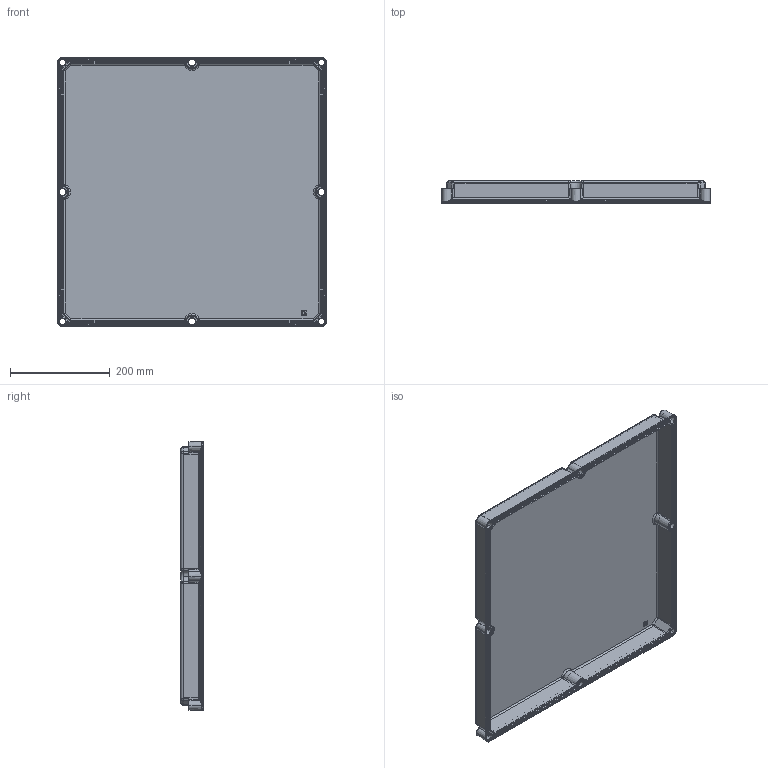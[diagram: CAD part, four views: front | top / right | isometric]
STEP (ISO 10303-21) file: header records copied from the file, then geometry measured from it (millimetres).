
FILE_DESCRIPTION(('STEP AP242'),'1');
FILE_NAME('nsytpls5454.stp','2021-09-25T22:55:43',('TraceParts'),('TraceParts S.A.'),'Spatial InterOp 3D',' ',' ');
FILE_SCHEMA(('AP242_MANAGED_MODEL_BASED_3D_ENGINEERING_MIM_LF {1 0 10303 442 1 1 4}'));
Length unit declared in the file: millimetre
Products named in the file (1): nsytpls5454
Bounding box: 539.5 x 45 x 539.5 mm (x, y, z)
Volume: 1083295 mm3; surface area: 779500.5 mm2
Topology: 1 solids, 1 shells, 571 faces, 1380 edges, 810 vertices
Faces by surface type: cylinder 172, plane 121, torus 104, cone 74, bspline 68, sphere 32
Entity records: 20859 total; most frequent: CARTESIAN_POINT 8056, ORIENTED_EDGE 2744, DIRECTION 2646, EDGE_CURVE 1372, AXIS2_PLACEMENT_3D 1084, VERTEX_POINT 810, EDGE_LOOP 594, CIRCLE 580
